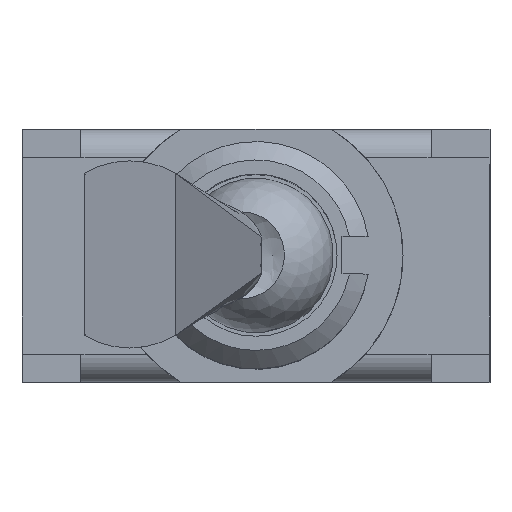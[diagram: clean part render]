
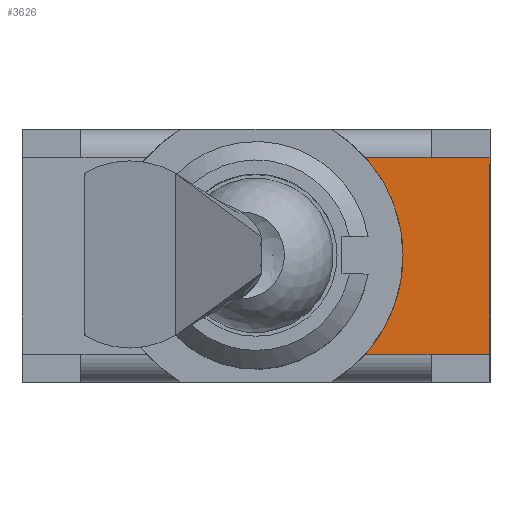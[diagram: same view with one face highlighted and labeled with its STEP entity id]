
A CAD part, top view. The second image highlights one B-rep face of the part: STEP entity #3626.
In plain terms, the highlighted planar face has unit normal (0, 0, 1).
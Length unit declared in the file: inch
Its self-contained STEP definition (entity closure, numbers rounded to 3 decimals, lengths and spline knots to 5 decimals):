
#220=FACE_OUTER_BOUND('',#445,.T.);
#445=EDGE_LOOP('',(#2820,#2821,#2822,#2823,#2824,#2825));
#618=CIRCLE('',#3937,0.15709);
#827=LINE('',#5757,#1244);
#828=LINE('',#5759,#1245);
#829=LINE('',#5761,#1246);
#830=LINE('',#5763,#1247);
#831=LINE('',#5764,#1248);
#1244=VECTOR('',#4634,0.3937);
#1245=VECTOR('',#4635,0.3937);
#1246=VECTOR('',#4636,0.3937);
#1247=VECTOR('',#4637,0.3937);
#1248=VECTOR('',#4638,0.3937);
#1626=VERTEX_POINT('',#5679);
#1630=VERTEX_POINT('',#5688);
#1649=VERTEX_POINT('',#5756);
#1650=VERTEX_POINT('',#5758);
#1651=VERTEX_POINT('',#5760);
#1652=VERTEX_POINT('',#5762);
#2058=EDGE_CURVE('',#1626,#1630,#618,.T.);
#2063=EDGE_CURVE('',#1630,#1649,#827,.T.);
#2064=EDGE_CURVE('',#1649,#1650,#828,.T.);
#2065=EDGE_CURVE('',#1650,#1651,#829,.T.);
#2066=EDGE_CURVE('',#1652,#1651,#830,.T.);
#2067=EDGE_CURVE('',#1626,#1652,#831,.T.);
#2820=ORIENTED_EDGE('',*,*,#2058,.T.);
#2821=ORIENTED_EDGE('',*,*,#2063,.T.);
#2822=ORIENTED_EDGE('',*,*,#2064,.T.);
#2823=ORIENTED_EDGE('',*,*,#2065,.T.);
#2824=ORIENTED_EDGE('',*,*,#2066,.F.);
#2825=ORIENTED_EDGE('',*,*,#2067,.F.);
#3419=PLANE('',#3943);
#3626=ADVANCED_FACE('',(#220),#3419,.T.);
#3937=AXIS2_PLACEMENT_3D('',#5745,#4617,#4618);
#3943=AXIS2_PLACEMENT_3D('',#5755,#4632,#4633);
#4617=DIRECTION('center_axis',(0.,0.,
-1.));
#4618=DIRECTION('ref_axis',(1.,0.,0.));
#4632=DIRECTION('center_axis',(0.,0.,
1.));
#4633=DIRECTION('ref_axis',(0.,-1.,0.));
#4634=DIRECTION('',(1.,0.,0.));
#4635=DIRECTION('',(1.,0.,0.));
#4636=DIRECTION('',(0.,1.,0.));
#4637=DIRECTION('',(1.,0.,0.));
#4638=DIRECTION('',(1.,0.,0.));
#5679=CARTESIAN_POINT('',(0.11673,0.10512,0.35));
#5688=CARTESIAN_POINT('',(0.11673,-0.10512,0.35));
#5745=CARTESIAN_POINT('Origin',(0.,0.,
0.35));
#5755=CARTESIAN_POINT('Origin',(0.,0.10512,
0.35));
#5756=CARTESIAN_POINT('',(0.18701,-0.10512,0.35));
#5757=CARTESIAN_POINT('',(0.,-0.10512,0.35));
#5758=CARTESIAN_POINT('',(0.25,-0.10512,0.35));
#5759=CARTESIAN_POINT('',(0.18701,-0.10512,0.35));
#5760=CARTESIAN_POINT('',(0.25,0.10512,0.35));
#5761=CARTESIAN_POINT('',(0.25,0.10512,0.35));
#5762=CARTESIAN_POINT('',(0.18701,0.10512,0.35));
#5763=CARTESIAN_POINT('',(0.18701,0.10512,0.35));
#5764=CARTESIAN_POINT('',(0.,0.10512,0.35));
